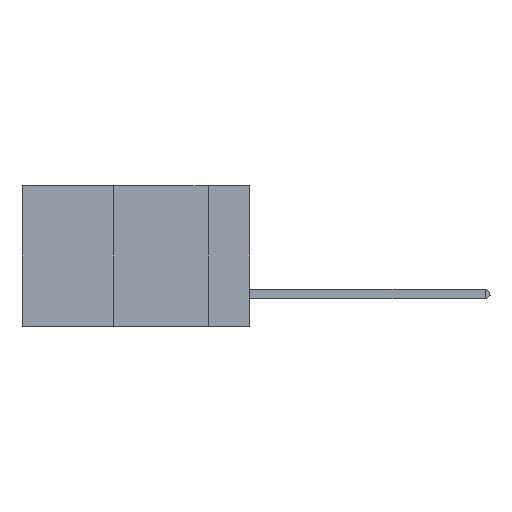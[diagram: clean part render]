
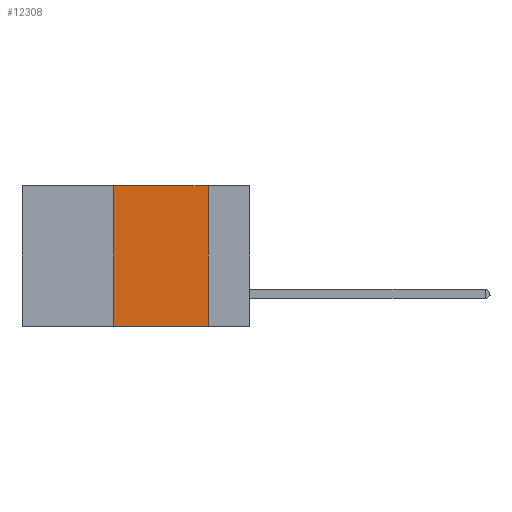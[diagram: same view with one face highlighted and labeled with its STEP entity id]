
A CAD part, left-side view. The second image highlights one B-rep face of the part: STEP entity #12308.
In plain terms, the highlighted planar face has unit normal (-1, 0, 0).
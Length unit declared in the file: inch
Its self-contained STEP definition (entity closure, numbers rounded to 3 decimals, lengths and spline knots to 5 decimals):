
#1941 = PLANE ( 'NONE',  #6111 ) ;
#6111 = AXIS2_PLACEMENT_3D ( 'NONE', #9353, #35247, #13089 ) ;
#8062 = CARTESIAN_POINT ( 'NONE',  ( 0., 0.11, 0. ) ) ;
#9353 = CARTESIAN_POINT ( 'NONE',  ( 0., 0.6, 0. ) ) ;
#9801 = VERTEX_POINT ( 'NONE', #16638 ) ;
#9866 = ORIENTED_EDGE ( 'NONE', *, *, #21738, .T. ) ;
#12308 = ADVANCED_FACE ( 'NONE', ( #24223 ), #1941, .F. ) ;
#13048 = EDGE_LOOP ( 'NONE', ( #13863, #21138, #20496, #9866 ) ) ;
#13089 = DIRECTION ( 'NONE',  ( 0., 0., -1. ) ) ;
#13212 = CARTESIAN_POINT ( 'NONE',  ( 0., 0.36, 0. ) ) ;
#13863 = ORIENTED_EDGE ( 'NONE', *, *, #21659, .F. ) ;
#14692 = LINE ( 'NONE', #13212, #26809 ) ;
#16468 = LINE ( 'NONE', #44658, #44856 ) ;
#16638 = CARTESIAN_POINT ( 'NONE',  ( 0., 0.36, 0. ) ) ;
#17694 = CARTESIAN_POINT ( 'NONE',  ( 0., 0.11, -0.37 ) ) ;
#18115 = DIRECTION ( 'NONE',  ( 0., 0., -1. ) ) ;
#20496 = ORIENTED_EDGE ( 'NONE', *, *, #24262, .F. ) ;
#21138 = ORIENTED_EDGE ( 'NONE', *, *, #33844, .F. ) ;
#21659 = EDGE_CURVE ( 'NONE', #45624, #40581, #36180, .T. ) ;
#21738 = EDGE_CURVE ( 'NONE', #37395, #40581, #16468, .T. ) ;
#24223 = FACE_OUTER_BOUND ( 'NONE', #13048, .T. ) ;
#24262 = EDGE_CURVE ( 'NONE', #37395, #9801, #14692, .T. ) ;
#24695 = DIRECTION ( 'NONE',  ( 0., 0., 1. ) ) ;
#25102 = LINE ( 'NONE', #30504, #27967 ) ;
#25851 = CARTESIAN_POINT ( 'NONE',  ( 0., 0.11, 0. ) ) ;
#26809 = VECTOR ( 'NONE', #24695, 39.37008 ) ;
#27967 = VECTOR ( 'NONE', #34217, 39.37008 ) ;
#29096 = DIRECTION ( 'NONE',  ( 0., -1., 0. ) ) ;
#30504 = CARTESIAN_POINT ( 'NONE',  ( 0., 0.6, 0. ) ) ;
#33844 = EDGE_CURVE ( 'NONE', #9801, #45624, #25102, .T. ) ;
#34217 = DIRECTION ( 'NONE',  ( 0., -1., 0. ) ) ;
#35247 = DIRECTION ( 'NONE',  ( 1., 0., 0. ) ) ;
#36180 = LINE ( 'NONE', #25851, #37344 ) ;
#37344 = VECTOR ( 'NONE', #18115, 39.37008 ) ;
#37395 = VERTEX_POINT ( 'NONE', #42815 ) ;
#40581 = VERTEX_POINT ( 'NONE', #17694 ) ;
#42815 = CARTESIAN_POINT ( 'NONE',  ( 0., 0.36, -0.37 ) ) ;
#44658 = CARTESIAN_POINT ( 'NONE',  ( 0., 0.6, -0.37 ) ) ;
#44856 = VECTOR ( 'NONE', #29096, 39.37008 ) ;
#45624 = VERTEX_POINT ( 'NONE', #8062 ) ;
